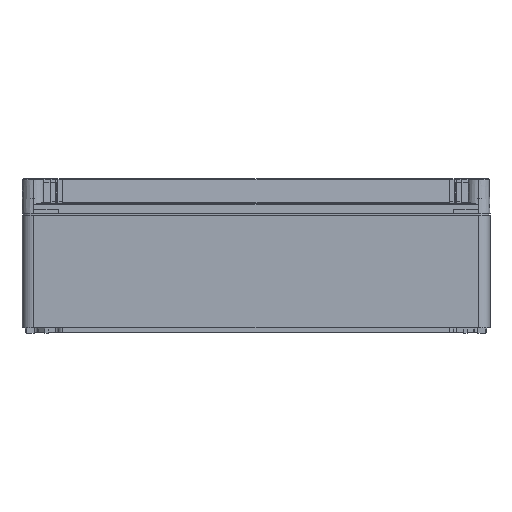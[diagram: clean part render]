
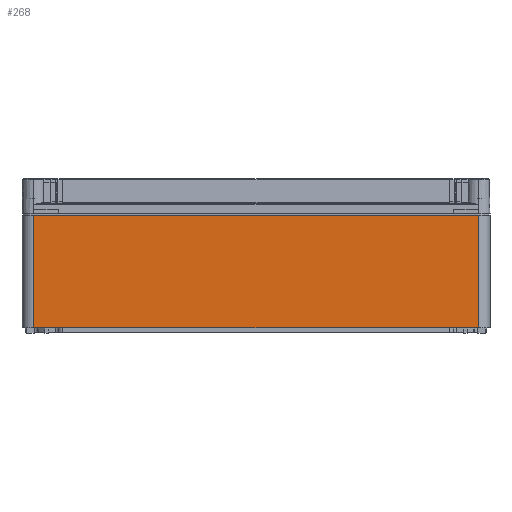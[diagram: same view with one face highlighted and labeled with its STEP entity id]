
A CAD part, left-side view. The second image highlights one B-rep face of the part: STEP entity #268.
In plain terms, the highlighted planar face has unit normal (-1, 0, 0).
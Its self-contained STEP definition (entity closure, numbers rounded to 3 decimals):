
#241=AXIS2_PLACEMENT_3D('Plane Axis2P3D',#238,#239,#240) ;
#212=CARTESIAN_POINT('Line Origine',(0.,10.,52.)) ;
#216=CARTESIAN_POINT('Vertex',(0.,10.,4.5)) ;
#218=CARTESIAN_POINT('Vertex',(0.,10.,100.5)) ;
#238=CARTESIAN_POINT('Axis2P3D Location',(0.,10.,2.)) ;
#243=CARTESIAN_POINT('Line Origine',(0.,200.,100.5)) ;
#247=CARTESIAN_POINT('Vertex',(0.,390.,100.5)) ;
#250=CARTESIAN_POINT('Line Origine',(0.,390.,52.5)) ;
#254=CARTESIAN_POINT('Vertex',(0.,390.,4.5)) ;
#257=CARTESIAN_POINT('Line Origine',(0.,200.,4.5)) ;
#213=DIRECTION('Vector Direction',(0.,0.,-1.)) ;
#239=DIRECTION('Axis2P3D Direction',(1.,0.,0.)) ;
#240=DIRECTION('Axis2P3D XDirection',(0.,1.,0.)) ;
#244=DIRECTION('Vector Direction',(0.,1.,0.)) ;
#251=DIRECTION('Vector Direction',(0.,0.,1.)) ;
#258=DIRECTION('Vector Direction',(0.,1.,0.)) ;
#214=VECTOR('Line Direction',#213,1.) ;
#245=VECTOR('Line Direction',#244,1.) ;
#252=VECTOR('Line Direction',#251,1.) ;
#259=VECTOR('Line Direction',#258,1.) ;
#263=ORIENTED_EDGE('',*,*,#249,.T.) ;
#264=ORIENTED_EDGE('',*,*,#256,.F.) ;
#265=ORIENTED_EDGE('',*,*,#261,.F.) ;
#266=ORIENTED_EDGE('',*,*,#220,.T.) ;
#268=ADVANCED_FACE('GH_FPC_40-60-13',(#267),#242,.F.) ;
#220=EDGE_CURVE('',#217,#219,#215,.F.) ;
#249=EDGE_CURVE('',#219,#248,#246,.T.) ;
#256=EDGE_CURVE('',#255,#248,#253,.T.) ;
#261=EDGE_CURVE('',#217,#255,#260,.T.) ;
#262=EDGE_LOOP('',(#263,#264,#265,#266)) ;
#267=FACE_OUTER_BOUND('',#262,.T.) ;
#215=LINE('Line',#212,#214) ;
#246=LINE('Line',#243,#245) ;
#253=LINE('Line',#250,#252) ;
#260=LINE('Line',#257,#259) ;
#242=PLANE('',#241) ;
#217=VERTEX_POINT('',#216) ;
#219=VERTEX_POINT('',#218) ;
#248=VERTEX_POINT('',#247) ;
#255=VERTEX_POINT('',#254) ;
